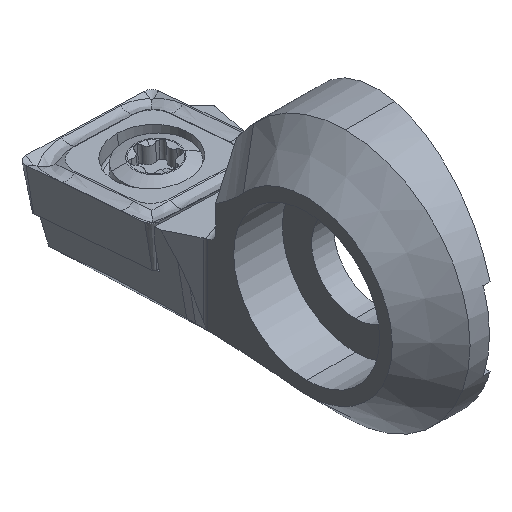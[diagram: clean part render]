
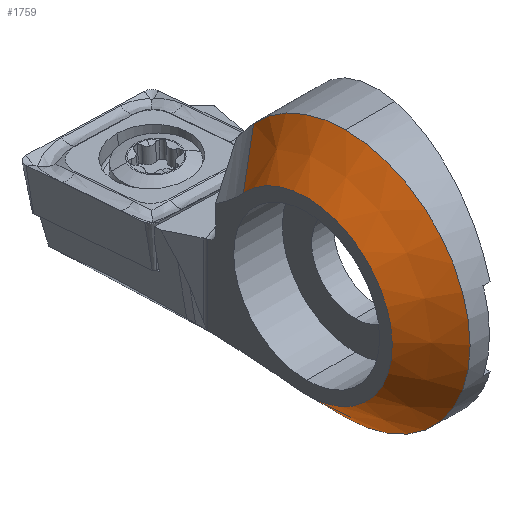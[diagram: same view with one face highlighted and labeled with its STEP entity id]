
A CAD part, isometric view. The second image highlights one B-rep face of the part: STEP entity #1759.
In plain terms, the highlighted conical face has half-angle 45 degrees and reference radius 6.4 mm.
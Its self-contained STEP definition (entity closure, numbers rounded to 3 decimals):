
#66 = AXIS2_PLACEMENT_3D ( 'NONE', #3592, #3576, #3861 ) ;
#164 = CARTESIAN_POINT ( 'NONE',  ( -3.65, 3.247, 2.969 ) ) ;
#196 = CONICAL_SURFACE ( 'NONE', #977, 6.4, 0.785 ) ;
#263 = EDGE_CURVE ( 'NONE', #810, #2355, #4488, .T. ) ;
#450 = DIRECTION ( 'NONE',  ( -0.707, -0.074, 0.703 ) ) ;
#521 = CIRCLE ( 'NONE', #1710, 4.4 ) ;
#756 = ORIENTED_EDGE ( 'NONE', *, *, #2716, .T. ) ;
#810 = VERTEX_POINT ( 'NONE', #1851 ) ;
#840 = EDGE_CURVE ( 'NONE', #1608, #2531, #1589, .T. ) ;
#899 = AXIS2_PLACEMENT_3D ( 'NONE', #3800, #3831, #3723 ) ;
#977 = AXIS2_PLACEMENT_3D ( 'NONE', #1676, #1933, #1989 ) ;
#1129 = DIRECTION ( 'NONE',  ( 0., -1., 0. ) ) ;
#1133 = CIRCLE ( 'NONE', #899, 6.4 ) ;
#1140 = DIRECTION ( 'NONE',  ( -1., 0., 0. ) ) ;
#1153 = CARTESIAN_POINT ( 'NONE',  ( -1.65, 0., 0. ) ) ;
#1176 = CARTESIAN_POINT ( 'NONE',  ( -5.5, 0.267, -2.536 ) ) ;
#1241 = AXIS2_PLACEMENT_3D ( 'NONE', #1153, #1140, #1129 ) ;
#1258 = CARTESIAN_POINT ( 'NONE',  ( -1.65, 4.723, 4.319 ) ) ;
#1368 = CARTESIAN_POINT ( 'NONE',  ( -1.65, 0., 6.4 ) ) ;
#1468 = VECTOR ( 'NONE', #4664, 1000. ) ;
#1589 = LINE ( 'NONE', #164, #1468 ) ;
#1608 = VERTEX_POINT ( 'NONE', #1258 ) ;
#1676 = CARTESIAN_POINT ( 'NONE',  ( -1.65, 0., 0. ) ) ;
#1710 = AXIS2_PLACEMENT_3D ( 'NONE', #2215, #4220, #4205 ) ;
#1759 = ADVANCED_FACE ( 'NONE', ( #4272 ), #196, .T. ) ;
#1851 = CARTESIAN_POINT ( 'NONE',  ( -1.65, 0.669, -6.365 ) ) ;
#1933 = DIRECTION ( 'NONE',  ( 1., 0., 0. ) ) ;
#1989 = DIRECTION ( 'NONE',  ( 0., 1., 0. ) ) ;
#2106 = EDGE_CURVE ( 'NONE', #810, #2617, #2784, .T. ) ;
#2195 = ORIENTED_EDGE ( 'NONE', *, *, #840, .T. ) ;
#2215 = CARTESIAN_POINT ( 'NONE',  ( -3.65, 0., 0. ) ) ;
#2355 = VERTEX_POINT ( 'NONE', #4346 ) ;
#2500 = ORIENTED_EDGE ( 'NONE', *, *, #2106, .T. ) ;
#2531 = VERTEX_POINT ( 'NONE', #3857 ) ;
#2617 = VERTEX_POINT ( 'NONE', #3297 ) ;
#2716 = EDGE_CURVE ( 'NONE', #2617, #2896, #2719, .T. ) ;
#2719 = CIRCLE ( 'NONE', #1241, 6.4 ) ;
#2784 = CIRCLE ( 'NONE', #66, 6.4 ) ;
#2896 = VERTEX_POINT ( 'NONE', #1368 ) ;
#2963 = EDGE_CURVE ( 'NONE', #2896, #1608, #1133, .T. ) ;
#3015 = ORIENTED_EDGE ( 'NONE', *, *, #4622, .F. ) ;
#3297 = CARTESIAN_POINT ( 'NONE',  ( -1.65, 0., -6.4 ) ) ;
#3576 = DIRECTION ( 'NONE',  ( -1., 0., 0. ) ) ;
#3592 = CARTESIAN_POINT ( 'NONE',  ( -1.65, 0., 0. ) ) ;
#3718 = ORIENTED_EDGE ( 'NONE', *, *, #2963, .T. ) ;
#3723 = DIRECTION ( 'NONE',  ( 0., -1., 0. ) ) ;
#3778 = EDGE_LOOP ( 'NONE', ( #4587, #2500, #756, #3718, #2195, #3015 ) ) ;
#3800 = CARTESIAN_POINT ( 'NONE',  ( -1.65, 0., 0. ) ) ;
#3831 = DIRECTION ( 'NONE',  ( -1., 0., 0. ) ) ;
#3857 = CARTESIAN_POINT ( 'NONE',  ( -3.65, 3.247, 2.969 ) ) ;
#3861 = DIRECTION ( 'NONE',  ( 0., -1., 0. ) ) ;
#4205 = DIRECTION ( 'NONE',  ( 0., 1., 0. ) ) ;
#4220 = DIRECTION ( 'NONE',  ( -1., 0., 0. ) ) ;
#4272 = FACE_OUTER_BOUND ( 'NONE', #3778, .T. ) ;
#4346 = CARTESIAN_POINT ( 'NONE',  ( -3.65, 0.46, -4.376 ) ) ;
#4435 = VECTOR ( 'NONE', #450, 1000. ) ;
#4488 = LINE ( 'NONE', #1176, #4435 ) ;
#4587 = ORIENTED_EDGE ( 'NONE', *, *, #263, .F. ) ;
#4622 = EDGE_CURVE ( 'NONE', #2355, #2531, #521, .T. ) ;
#4664 = DIRECTION ( 'NONE',  ( -0.707, -0.522, -0.477 ) ) ;
